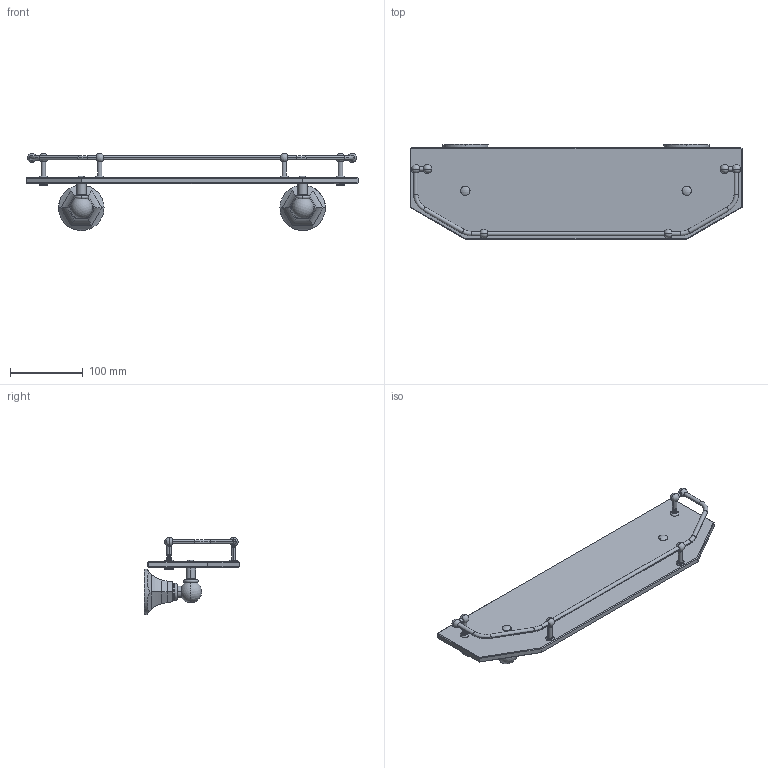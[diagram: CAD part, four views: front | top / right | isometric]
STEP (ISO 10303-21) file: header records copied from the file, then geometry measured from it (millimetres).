
FILE_DESCRIPTION((''),'2;1');
FILE_NAME('635T-18_WEB','2010-10-04T',('project'),(''),'PRO/ENGINEER BY PARAMETRIC TECHNOLOGY CORPORATION, 2009300','PRO/ENGINEER BY PARAMETRIC TECHNOLOGY CORPORATION, 2009300','');
FILE_SCHEMA(('CONFIG_CONTROL_DESIGN'));
Length unit declared in the file: inch
Products named in the file (1): 635T-18_WEB
Bounding box: 457.2 x 130.86 x 106.12 mm (x, y, z)
Volume: 522339.7 mm3; surface area: 176540 mm2
Topology: 1 solids, 17 shells, 848 faces, 1934 edges, 1123 vertices
Faces by surface type: cone 424, cylinder 270, plane 92, torus 40, sphere 18, bspline 4
Entity records: 24429 total; most frequent: CARTESIAN_POINT 5295, DIRECTION 4272, ORIENTED_EDGE 3806, EDGE_CURVE 1903, AXIS2_PLACEMENT_3D 1765, VERTEX_POINT 1123, EDGE_LOOP 924, CIRCLE 921
